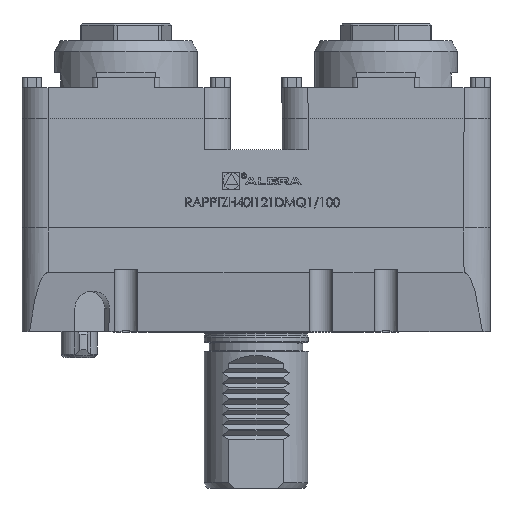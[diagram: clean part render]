
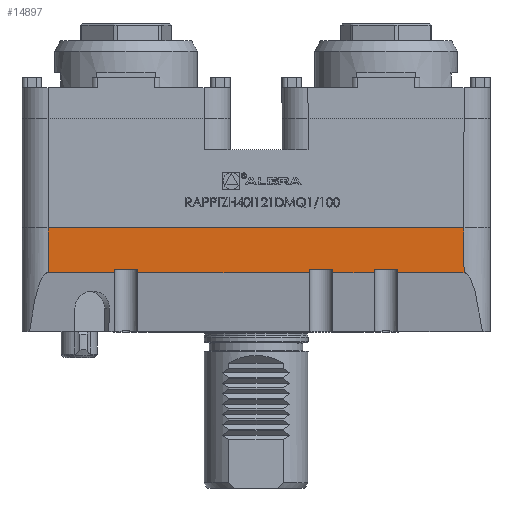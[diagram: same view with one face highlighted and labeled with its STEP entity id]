
A CAD part, top view. The second image highlights one B-rep face of the part: STEP entity #14897.
In plain terms, the highlighted planar face has unit normal (0, 0, 1).
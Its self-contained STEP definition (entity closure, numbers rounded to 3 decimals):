
#82 = DIRECTION ( 'NONE',  ( -1., 0., 0. ) ) ;
#135 = DIRECTION ( 'NONE',  ( -1., 0., 0. ) ) ;
#214 = VECTOR ( 'NONE', #23913, 1000. ) ;
#405 = EDGE_CURVE ( 'NONE', #10222, #14531, #10810, .T. ) ;
#584 = CARTESIAN_POINT ( 'NONE',  ( 20.5, 82.787, 40. ) ) ;
#1116 = LINE ( 'NONE', #11547, #24860 ) ;
#1203 = CARTESIAN_POINT ( 'NONE',  ( -54.5, 82.787, 40. ) ) ;
#1267 = ORIENTED_EDGE ( 'NONE', *, *, #17666, .T. ) ;
#1659 = DIRECTION ( 'NONE',  ( -1., 0., 0. ) ) ;
#2029 = AXIS2_PLACEMENT_3D ( 'NONE', #15632, #24829, #20295 ) ;
#2527 = LINE ( 'NONE', #29894, #11803 ) ;
#2555 = DIRECTION ( 'NONE',  ( 0., 1., 0. ) ) ;
#2646 = CARTESIAN_POINT ( 'NONE',  ( 90., 82.787, 40. ) ) ;
#2913 = EDGE_CURVE ( 'NONE', #12470, #5031, #19096, .T. ) ;
#3103 = EDGE_CURVE ( 'NONE', #18869, #18759, #4133, .T. ) ;
#3933 = CARTESIAN_POINT ( 'NONE',  ( -90., 84., 40. ) ) ;
#3942 = ORIENTED_EDGE ( 'NONE', *, *, #15706, .F. ) ;
#3954 = ORIENTED_EDGE ( 'NONE', *, *, #6700, .F. ) ;
#3988 = CARTESIAN_POINT ( 'NONE',  ( 80., 82.787, 40. ) ) ;
#4133 = LINE ( 'NONE', #27252, #6906 ) ;
#4224 = ORIENTED_EDGE ( 'NONE', *, *, #21222, .T. ) ;
#4292 = EDGE_CURVE ( 'NONE', #15864, #18759, #9273, .T. ) ;
#4315 = CARTESIAN_POINT ( 'NONE',  ( -90., 100., 40. ) ) ;
#4380 = CARTESIAN_POINT ( 'NONE',  ( 90., 82.787, 40. ) ) ;
#4716 = CARTESIAN_POINT ( 'NONE',  ( 29.5, 100., 40. ) ) ;
#5007 = VERTEX_POINT ( 'NONE', #22954 ) ;
#5031 = VERTEX_POINT ( 'NONE', #16026 ) ;
#5192 = CARTESIAN_POINT ( 'NONE',  ( 54.5, 84., 40. ) ) ;
#5284 = ORIENTED_EDGE ( 'NONE', *, *, #2913, .T. ) ;
#5450 = LINE ( 'NONE', #15128, #214 ) ;
#5911 = ORIENTED_EDGE ( 'NONE', *, *, #9270, .T. ) ;
#6012 = VECTOR ( 'NONE', #82, 1000. ) ;
#6228 = VERTEX_POINT ( 'NONE', #14992 ) ;
#6340 = ORIENTED_EDGE ( 'NONE', *, *, #25875, .F. ) ;
#6383 = FACE_OUTER_BOUND ( 'NONE', #13717, .T. ) ;
#6572 = VERTEX_POINT ( 'NONE', #14504 ) ;
#6700 = EDGE_CURVE ( 'NONE', #18869, #5007, #25286, .T. ) ;
#6896 = EDGE_CURVE ( 'NONE', #6228, #6572, #23495, .T. ) ;
#6906 = VECTOR ( 'NONE', #22548, 1000. ) ;
#7246 = DIRECTION ( 'NONE',  ( 0., -1., 0. ) ) ;
#7445 = LINE ( 'NONE', #20779, #6012 ) ;
#9126 = VECTOR ( 'NONE', #26247, 1000. ) ;
#9270 = EDGE_CURVE ( 'NONE', #23232, #14967, #22736, .T. ) ;
#9273 = LINE ( 'NONE', #2646, #27239 ) ;
#9393 = ORIENTED_EDGE ( 'NONE', *, *, #11025, .F. ) ;
#9607 = DIRECTION ( 'NONE',  ( 0., 1., 0. ) ) ;
#9762 = VERTEX_POINT ( 'NONE', #27532 ) ;
#10181 = VECTOR ( 'NONE', #135, 1000. ) ;
#10222 = VERTEX_POINT ( 'NONE', #584 ) ;
#10453 = ORIENTED_EDGE ( 'NONE', *, *, #29036, .T. ) ;
#10810 = LINE ( 'NONE', #20052, #11033 ) ;
#11025 = EDGE_CURVE ( 'NONE', #14791, #9762, #22812, .T. ) ;
#11033 = VECTOR ( 'NONE', #2555, 1000. ) ;
#11160 = ORIENTED_EDGE ( 'NONE', *, *, #4292, .F. ) ;
#11232 = CARTESIAN_POINT ( 'NONE',  ( 45.5, 100., 40. ) ) ;
#11249 = DIRECTION ( 'NONE',  ( -1., 0., 0. ) ) ;
#11325 = LINE ( 'NONE', #23275, #17308 ) ;
#11342 = PLANE ( 'NONE',  #2029 ) ;
#11447 = ORIENTED_EDGE ( 'NONE', *, *, #3103, .T. ) ;
#11547 = CARTESIAN_POINT ( 'NONE',  ( 90., 82.787, 40. ) ) ;
#11803 = VECTOR ( 'NONE', #9607, 1000. ) ;
#11869 = VERTEX_POINT ( 'NONE', #5192 ) ;
#12126 = DIRECTION ( 'NONE',  ( 0., -1., 0. ) ) ;
#12452 = DIRECTION ( 'NONE',  ( -1., 0., 0. ) ) ;
#12470 = VERTEX_POINT ( 'NONE', #21199 ) ;
#13592 = DIRECTION ( 'NONE',  ( -1., 0., 0. ) ) ;
#13717 = EDGE_LOOP ( 'NONE', ( #11447, #11160, #18975, #14250, #4224, #6340, #19203, #3942, #5284, #18413, #5911, #21523, #10453, #9393, #1267, #3954 ) ) ;
#14250 = ORIENTED_EDGE ( 'NONE', *, *, #6896, .F. ) ;
#14399 = CARTESIAN_POINT ( 'NONE',  ( 45.5, 84., 40. ) ) ;
#14438 = DIRECTION ( 'NONE',  ( -1., 0., 0. ) ) ;
#14504 = CARTESIAN_POINT ( 'NONE',  ( -54.5, 84., 40. ) ) ;
#14531 = VERTEX_POINT ( 'NONE', #19468 ) ;
#14791 = VERTEX_POINT ( 'NONE', #3988 ) ;
#14897 = ADVANCED_FACE ( 'NONE', ( #6383 ), #11342, .F. ) ;
#14967 = VERTEX_POINT ( 'NONE', #14399 ) ;
#14992 = CARTESIAN_POINT ( 'NONE',  ( -45.5, 84., 40. ) ) ;
#15128 = CARTESIAN_POINT ( 'NONE',  ( -54.5, 100., 40. ) ) ;
#15632 = CARTESIAN_POINT ( 'NONE',  ( -90., 100., 40. ) ) ;
#15706 = EDGE_CURVE ( 'NONE', #12470, #14531, #15895, .T. ) ;
#15864 = VERTEX_POINT ( 'NONE', #1203 ) ;
#15895 = LINE ( 'NONE', #25080, #10181 ) ;
#16026 = CARTESIAN_POINT ( 'NONE',  ( 29.5, 82.787, 40. ) ) ;
#16032 = VECTOR ( 'NONE', #13592, 1000. ) ;
#16257 = VECTOR ( 'NONE', #22739, 1000. ) ;
#17253 = CARTESIAN_POINT ( 'NONE',  ( -80., 100., 40. ) ) ;
#17308 = VECTOR ( 'NONE', #7246, 1000. ) ;
#17530 = LINE ( 'NONE', #3933, #29850 ) ;
#17666 = EDGE_CURVE ( 'NONE', #14791, #5007, #2527, .T. ) ;
#18413 = ORIENTED_EDGE ( 'NONE', *, *, #25836, .F. ) ;
#18512 = CARTESIAN_POINT ( 'NONE',  ( -45.5, 82.787, 40. ) ) ;
#18759 = VERTEX_POINT ( 'NONE', #27971 ) ;
#18869 = VERTEX_POINT ( 'NONE', #17253 ) ;
#18975 = ORIENTED_EDGE ( 'NONE', *, *, #24160, .T. ) ;
#19096 = LINE ( 'NONE', #4716, #29167 ) ;
#19139 = LINE ( 'NONE', #23669, #9126 ) ;
#19203 = ORIENTED_EDGE ( 'NONE', *, *, #405, .T. ) ;
#19468 = CARTESIAN_POINT ( 'NONE',  ( 20.5, 84., 40. ) ) ;
#20052 = CARTESIAN_POINT ( 'NONE',  ( 20.5, 100., 40. ) ) ;
#20096 = VERTEX_POINT ( 'NONE', #18512 ) ;
#20295 = DIRECTION ( 'NONE',  ( -1., 0., 0. ) ) ;
#20467 = DIRECTION ( 'NONE',  ( 0., 1., 0. ) ) ;
#20703 = CARTESIAN_POINT ( 'NONE',  ( 45.5, 82.787, 40. ) ) ;
#20779 = CARTESIAN_POINT ( 'NONE',  ( 90., 82.787, 40. ) ) ;
#21199 = CARTESIAN_POINT ( 'NONE',  ( 29.5, 84., 40. ) ) ;
#21222 = EDGE_CURVE ( 'NONE', #6228, #20096, #19139, .T. ) ;
#21523 = ORIENTED_EDGE ( 'NONE', *, *, #29686, .F. ) ;
#22548 = DIRECTION ( 'NONE',  ( 0., -1., 0. ) ) ;
#22736 = LINE ( 'NONE', #11232, #29434 ) ;
#22739 = DIRECTION ( 'NONE',  ( 1., 0., 0. ) ) ;
#22812 = LINE ( 'NONE', #4380, #16032 ) ;
#22954 = CARTESIAN_POINT ( 'NONE',  ( 80., 100., 40. ) ) ;
#23232 = VERTEX_POINT ( 'NONE', #20703 ) ;
#23275 = CARTESIAN_POINT ( 'NONE',  ( 54.5, 100., 40. ) ) ;
#23495 = LINE ( 'NONE', #25608, #27360 ) ;
#23669 = CARTESIAN_POINT ( 'NONE',  ( -45.5, 100., 40. ) ) ;
#23913 = DIRECTION ( 'NONE',  ( 0., 1., 0. ) ) ;
#24160 = EDGE_CURVE ( 'NONE', #15864, #6572, #5450, .T. ) ;
#24829 = DIRECTION ( 'NONE',  ( 0., 0., -1. ) ) ;
#24860 = VECTOR ( 'NONE', #12452, 1000. ) ;
#25080 = CARTESIAN_POINT ( 'NONE',  ( -90., 84., 40. ) ) ;
#25286 = LINE ( 'NONE', #4315, #16257 ) ;
#25608 = CARTESIAN_POINT ( 'NONE',  ( -90., 84., 40. ) ) ;
#25836 = EDGE_CURVE ( 'NONE', #23232, #5031, #1116, .T. ) ;
#25875 = EDGE_CURVE ( 'NONE', #10222, #20096, #7445, .T. ) ;
#26247 = DIRECTION ( 'NONE',  ( 0., -1., 0. ) ) ;
#27239 = VECTOR ( 'NONE', #11249, 1000. ) ;
#27252 = CARTESIAN_POINT ( 'NONE',  ( -80., 60.2, 40. ) ) ;
#27360 = VECTOR ( 'NONE', #14438, 1000. ) ;
#27532 = CARTESIAN_POINT ( 'NONE',  ( 54.5, 82.787, 40. ) ) ;
#27971 = CARTESIAN_POINT ( 'NONE',  ( -80., 82.787, 40. ) ) ;
#29036 = EDGE_CURVE ( 'NONE', #11869, #9762, #11325, .T. ) ;
#29167 = VECTOR ( 'NONE', #12126, 1000. ) ;
#29434 = VECTOR ( 'NONE', #20467, 1000. ) ;
#29686 = EDGE_CURVE ( 'NONE', #11869, #14967, #17530, .T. ) ;
#29850 = VECTOR ( 'NONE', #1659, 1000. ) ;
#29894 = CARTESIAN_POINT ( 'NONE',  ( 80., 100., 40. ) ) ;
